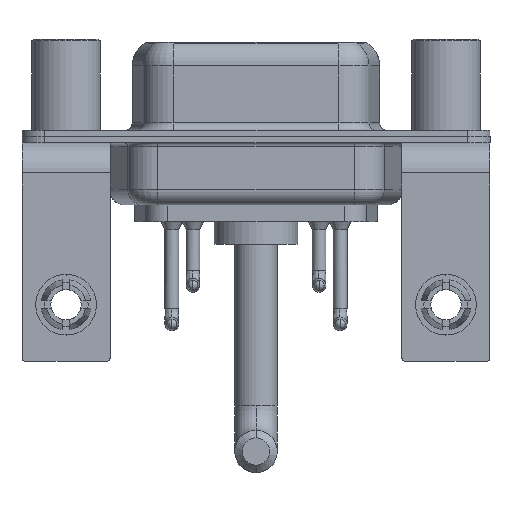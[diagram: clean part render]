
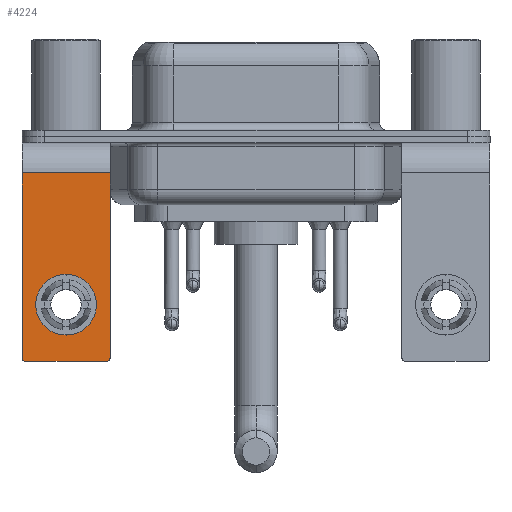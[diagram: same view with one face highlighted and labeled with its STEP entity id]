
A CAD part, front view. The second image highlights one B-rep face of the part: STEP entity #4224.
In plain terms, the highlighted planar face has unit normal (0, -1, 0).
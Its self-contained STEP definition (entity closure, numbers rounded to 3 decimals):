
#322 = DIRECTION ( 'NONE',  ( 0., -1., 0. ) ) ;
#394 = VERTEX_POINT ( 'NONE', #20150 ) ;
#517 = LINE ( 'NONE', #1870, #17516 ) ;
#631 = CARTESIAN_POINT ( 'NONE',  ( 2.65, -6.25, -14.55 ) ) ;
#1247 = CARTESIAN_POINT ( 'NONE',  ( 2.9, -6.25, -2.4 ) ) ;
#1806 = VECTOR ( 'NONE', #7731, 1000. ) ;
#1870 = CARTESIAN_POINT ( 'NONE',  ( 2.9, -6.25, -14.8 ) ) ;
#3647 = EDGE_LOOP ( 'NONE', ( #16488, #13456, #15484, #13639, #17052, #5598 ) ) ;
#4224 = ADVANCED_FACE ( 'NONE', ( #10541, #16933 ), #16827, .F. ) ;
#4357 = VERTEX_POINT ( 'NONE', #12410 ) ;
#4390 = CARTESIAN_POINT ( 'NONE',  ( 2.9, -6.25, -14.55 ) ) ;
#4518 = CARTESIAN_POINT ( 'NONE',  ( 0., -6.25, -13.07 ) ) ;
#4643 = CARTESIAN_POINT ( 'NONE',  ( -2.9, -6.25, -2.4 ) ) ;
#4677 = CARTESIAN_POINT ( 'NONE',  ( -2.9, -6.25, -14.55 ) ) ;
#5464 = VERTEX_POINT ( 'NONE', #4677 ) ;
#5598 = ORIENTED_EDGE ( 'NONE', *, *, #17641, .T. ) ;
#6069 = EDGE_LOOP ( 'NONE', ( #10045, #16045 ) ) ;
#6678 = CARTESIAN_POINT ( 'NONE',  ( 2.9, -6.25, -2.4 ) ) ;
#7049 = DIRECTION ( 'NONE',  ( 0., 0., 1. ) ) ;
#7103 = VECTOR ( 'NONE', #7553, 1000. ) ;
#7127 = DIRECTION ( 'NONE',  ( 0., 1., 0. ) ) ;
#7553 = DIRECTION ( 'NONE',  ( 0., 0., -1. ) ) ;
#7711 = CIRCLE ( 'NONE', #18927, 0.25 ) ;
#7712 = VERTEX_POINT ( 'NONE', #4390 ) ;
#7731 = DIRECTION ( 'NONE',  ( 0., 0., -1. ) ) ;
#7788 = AXIS2_PLACEMENT_3D ( 'NONE', #12941, #14496, #17572 ) ;
#8120 = EDGE_CURVE ( 'NONE', #394, #5464, #18694, .T. ) ;
#8581 = VERTEX_POINT ( 'NONE', #4518 ) ;
#8808 = CARTESIAN_POINT ( 'NONE',  ( -2.65, -6.25, -14.55 ) ) ;
#9265 = EDGE_CURVE ( 'NONE', #5464, #12551, #19107, .T. ) ;
#9932 = DIRECTION ( 'NONE',  ( 0., 0., 1. ) ) ;
#10045 = ORIENTED_EDGE ( 'NONE', *, *, #20036, .T. ) ;
#10141 = DIRECTION ( 'NONE',  ( 0., 1., 0. ) ) ;
#10541 = FACE_BOUND ( 'NONE', #6069, .T. ) ;
#10758 = CIRCLE ( 'NONE', #7788, 2. ) ;
#10836 = VERTEX_POINT ( 'NONE', #6678 ) ;
#11016 = AXIS2_PLACEMENT_3D ( 'NONE', #15405, #7127, #16625 ) ;
#11986 = EDGE_CURVE ( 'NONE', #4357, #12551, #517, .T. ) ;
#12079 = EDGE_CURVE ( 'NONE', #17377, #8581, #18534, .T. ) ;
#12410 = CARTESIAN_POINT ( 'NONE',  ( 2.65, -6.25, -14.8 ) ) ;
#12456 = CARTESIAN_POINT ( 'NONE',  ( 2.9, -6.25, -2.4 ) ) ;
#12551 = VERTEX_POINT ( 'NONE', #20217 ) ;
#12941 = CARTESIAN_POINT ( 'NONE',  ( 0., -6.25, -11.07 ) ) ;
#13271 = DIRECTION ( 'NONE',  ( 0., -1., 0. ) ) ;
#13456 = ORIENTED_EDGE ( 'NONE', *, *, #9265, .T. ) ;
#13572 = LINE ( 'NONE', #1247, #7103 ) ;
#13607 = AXIS2_PLACEMENT_3D ( 'NONE', #16330, #10141, #9932 ) ;
#13639 = ORIENTED_EDGE ( 'NONE', *, *, #16311, .T. ) ;
#14118 = LINE ( 'NONE', #12456, #17982 ) ;
#14495 = DIRECTION ( 'NONE',  ( -1., 0., 0. ) ) ;
#14496 = DIRECTION ( 'NONE',  ( 0., 1., 0. ) ) ;
#14712 = DIRECTION ( 'NONE',  ( 0., 0., 1. ) ) ;
#15046 = CARTESIAN_POINT ( 'NONE',  ( 0., -6.25, -9.07 ) ) ;
#15405 = CARTESIAN_POINT ( 'NONE',  ( 2.9, -6.25, -2.4 ) ) ;
#15484 = ORIENTED_EDGE ( 'NONE', *, *, #11986, .F. ) ;
#16045 = ORIENTED_EDGE ( 'NONE', *, *, #12079, .T. ) ;
#16311 = EDGE_CURVE ( 'NONE', #4357, #7712, #7711, .T. ) ;
#16330 = CARTESIAN_POINT ( 'NONE',  ( 0., -6.25, -11.07 ) ) ;
#16488 = ORIENTED_EDGE ( 'NONE', *, *, #8120, .T. ) ;
#16625 = DIRECTION ( 'NONE',  ( 0., 0., 1. ) ) ;
#16827 = PLANE ( 'NONE',  #11016 ) ;
#16933 = FACE_OUTER_BOUND ( 'NONE', #3647, .T. ) ;
#17052 = ORIENTED_EDGE ( 'NONE', *, *, #17928, .F. ) ;
#17377 = VERTEX_POINT ( 'NONE', #15046 ) ;
#17442 = AXIS2_PLACEMENT_3D ( 'NONE', #8808, #13271, #7049 ) ;
#17516 = VECTOR ( 'NONE', #14495, 1000. ) ;
#17572 = DIRECTION ( 'NONE',  ( 0., 0., 1. ) ) ;
#17641 = EDGE_CURVE ( 'NONE', #10836, #394, #14118, .T. ) ;
#17928 = EDGE_CURVE ( 'NONE', #10836, #7712, #13572, .T. ) ;
#17982 = VECTOR ( 'NONE', #18740, 1000. ) ;
#18534 = CIRCLE ( 'NONE', #13607, 2. ) ;
#18694 = LINE ( 'NONE', #4643, #1806 ) ;
#18740 = DIRECTION ( 'NONE',  ( -1., 0., 0. ) ) ;
#18927 = AXIS2_PLACEMENT_3D ( 'NONE', #631, #322, #14712 ) ;
#19107 = CIRCLE ( 'NONE', #17442, 0.25 ) ;
#20036 = EDGE_CURVE ( 'NONE', #8581, #17377, #10758, .T. ) ;
#20150 = CARTESIAN_POINT ( 'NONE',  ( -2.9, -6.25, -2.4 ) ) ;
#20217 = CARTESIAN_POINT ( 'NONE',  ( -2.65, -6.25, -14.8 ) ) ;
